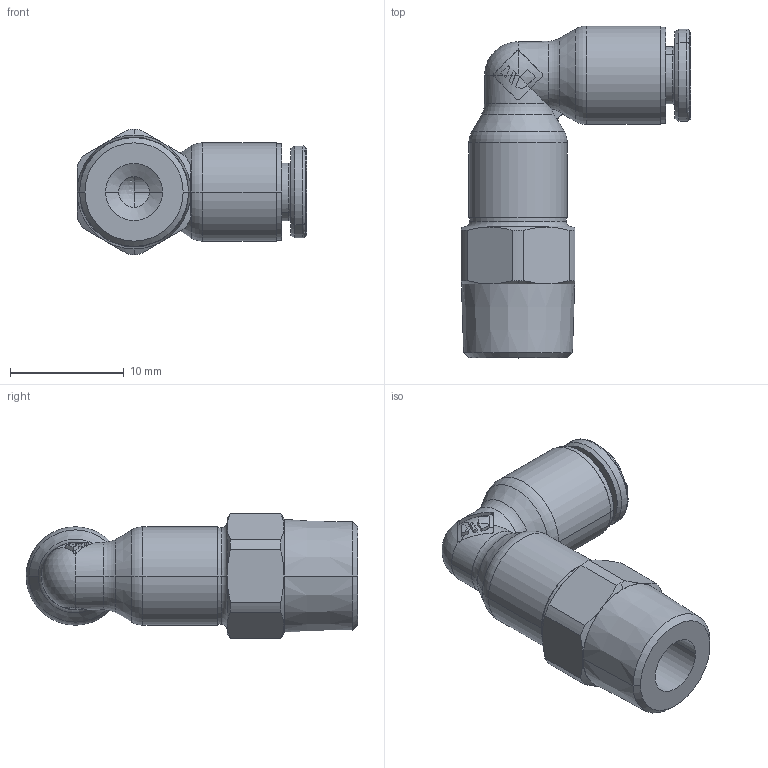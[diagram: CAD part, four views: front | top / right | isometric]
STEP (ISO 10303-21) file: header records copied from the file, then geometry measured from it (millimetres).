
FILE_DESCRIPTION(('STEP AP214'),'1');
FILE_NAME('6809_04_10.stp','2016-07-07T14:43:00',('TraceParts'),('TraceParts S.A.'),'Spatial InterOp 3D',' ',' ');
FILE_SCHEMA(('automotive_design'));
Length unit declared in the file: millimetre
Products named in the file (6): 44524-02-1-solid1; 44104-64_ASM-1/44124-20-1-solid1; 44104-64_ASM-1/44104-27-1-solid1; 44104-64_ASM-1/44104-1-solid1; 44310-14-69_2-1-solid1; 44104-64_ASM-1/44104-26-1-solid1
Bounding box: 20.19 x 29.18 x 11 mm (x, y, z)
Volume: 1597.4 mm3; surface area: 2723 mm2
Topology: 6 solids, 6 shells, 784 faces, 2045 edges, 1291 vertices
Faces by surface type: plane 233, bspline 169, cylinder 156, cone 108, torus 108, sphere 10
Entity records: 34242 total; most frequent: CARTESIAN_POINT 9661, ORIENTED_EDGE 4078, DIRECTION 3420, EDGE_CURVE 2039, AXIS2_PLACEMENT_3D 1312, VERTEX_POINT 1290, EDGE_LOOP 819, LINE 796
